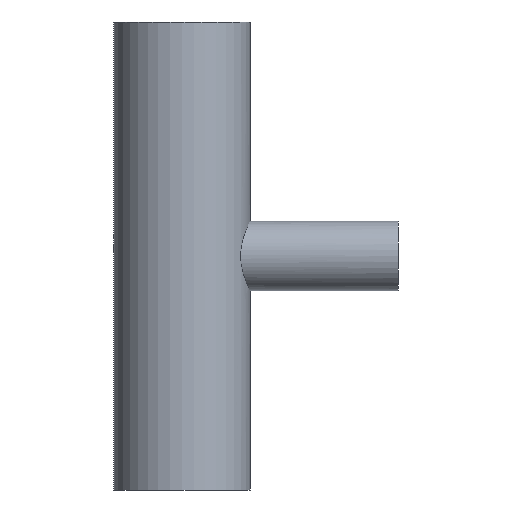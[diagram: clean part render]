
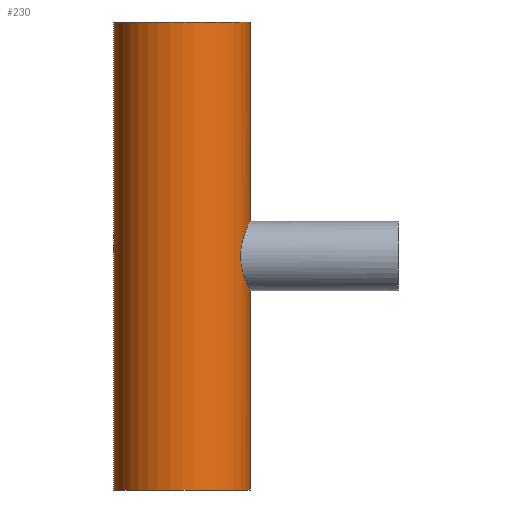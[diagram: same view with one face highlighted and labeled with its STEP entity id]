
A CAD part, front view. The second image highlights one B-rep face of the part: STEP entity #230.
In plain terms, the highlighted cylindrical face has radius 31.5 mm (diameter 63 mm), a partial arc.
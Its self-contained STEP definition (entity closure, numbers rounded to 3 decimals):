
#2 = CARTESIAN_POINT ( 'NONE',  ( 0., 0., 108. ) ) ;
#19 = ORIENTED_EDGE ( 'NONE', *, *, #423, .F. ) ;
#28 = CARTESIAN_POINT ( 'NONE',  ( 29.943, -9.79, 12.666 ) ) ;
#33 = CARTESIAN_POINT ( 'NONE',  ( 31.5, 0., 16. ) ) ;
#37 = CARTESIAN_POINT ( 'NONE',  ( 31.288, -3.686, -15.579 ) ) ;
#38 = B_SPLINE_CURVE_WITH_KNOTS ( 'NONE', 3,
 ( #33, #408, #305, #362, #126, #538, #316, #247, #488, #70, #28, #570, #256, #308, #215, #436, #157, #526, #111, #298, #484, #543, #227, #461, #130, #179, #46, #225, #411, #82, #416, #134, #594, #327, #331, #368, #604, #546, #90, #278, #462, #181, #84, #269, #265, #322, #421, #136, #37, #464, #175, #504 ),
 .UNSPECIFIED., .F., .F.,
 ( 4, 2, 2, 2, 2, 2, 2, 2, 2, 2, 2, 2, 2, 2, 2, 2, 2, 2, 2, 2, 2, 2, 2, 2, 2, 4 ),
 ( 0., 0.003, 0.005, 0.006, 0.01, 0.011, 0.013, 0.014, 0.016, 0.019, 0.021, 0.021, 0.022, 0.025, 0.027, 0.029, 0.03, 0.032, 0.035, 0.037, 0.038, 0.041, 0.045, 0.046, 0.048, 0.051 ),
 .UNSPECIFIED. ) ;
#44 = CARTESIAN_POINT ( 'NONE',  ( 31.5, 0., 108. ) ) ;
#46 = CARTESIAN_POINT ( 'NONE',  ( 27.135, -15.999, 1.082 ) ) ;
#48 = CYLINDRICAL_SURFACE ( 'NONE', #591, 31.5 ) ;
#50 = EDGE_CURVE ( 'NONE', #563, #192, #410, .T. ) ;
#60 = ORIENTED_EDGE ( 'NONE', *, *, #137, .T. ) ;
#70 = CARTESIAN_POINT ( 'NONE',  ( 30.077, -9.372, 12.979 ) ) ;
#72 = CARTESIAN_POINT ( 'NONE',  ( -31.5, 0., -108. ) ) ;
#82 = CARTESIAN_POINT ( 'NONE',  ( 27.212, -15.868, -2.122 ) ) ;
#84 = CARTESIAN_POINT ( 'NONE',  ( 29.951, -9.797, -12.693 ) ) ;
#87 = CARTESIAN_POINT ( 'NONE',  ( 31.5, 0., -108. ) ) ;
#90 = CARTESIAN_POINT ( 'NONE',  ( 28.837, -12.681, -9.77 ) ) ;
#96 = CIRCLE ( 'NONE', #467, 31.5 ) ;
#111 = CARTESIAN_POINT ( 'NONE',  ( 28.043, -14.354, 7.145 ) ) ;
#121 = EDGE_CURVE ( 'NONE', #563, #338, #96, .T. ) ;
#126 = CARTESIAN_POINT ( 'NONE',  ( 31.223, -4.201, 15.448 ) ) ;
#129 = DIRECTION ( 'NONE',  ( 0., 0., 1. ) ) ;
#130 = CARTESIAN_POINT ( 'NONE',  ( 27.348, -15.631, 3.428 ) ) ;
#134 = CARTESIAN_POINT ( 'NONE',  ( 27.378, -15.579, -3.682 ) ) ;
#136 = CARTESIAN_POINT ( 'NONE',  ( 31.222, -4.206, -15.446 ) ) ;
#137 = EDGE_CURVE ( 'NONE', #192, #325, #200, .T. ) ;
#147 = ORIENTED_EDGE ( 'NONE', *, *, #324, .F. ) ;
#157 = CARTESIAN_POINT ( 'NONE',  ( 28.694, -12.999, 9.343 ) ) ;
#175 = CARTESIAN_POINT ( 'NONE',  ( 31.5, -1.063, -16. ) ) ;
#179 = CARTESIAN_POINT ( 'NONE',  ( 27.198, -15.892, 2.132 ) ) ;
#181 = CARTESIAN_POINT ( 'NONE',  ( 29.677, -10.59, -12.037 ) ) ;
#192 = VERTEX_POINT ( 'NONE', #72 ) ;
#194 = DIRECTION ( 'NONE',  ( 0., 0., -1. ) ) ;
#200 = CIRCLE ( 'NONE', #280, 31.5 ) ;
#205 = VERTEX_POINT ( 'NONE', #466 ) ;
#209 = DIRECTION ( 'NONE',  ( 1., 0., 0. ) ) ;
#215 = CARTESIAN_POINT ( 'NONE',  ( 29.113, -12.034, 10.557 ) ) ;
#225 = CARTESIAN_POINT ( 'NONE',  ( 27.134, -16.001, -0.517 ) ) ;
#227 = CARTESIAN_POINT ( 'NONE',  ( 27.456, -15.441, 4.201 ) ) ;
#230 = ADVANCED_FACE ( 'NONE', ( #231 ), #48, .T. ) ;
#231 = FACE_OUTER_BOUND ( 'NONE', #293, .T. ) ;
#238 = DIRECTION ( 'NONE',  ( 0., 0., -1. ) ) ;
#247 = CARTESIAN_POINT ( 'NONE',  ( 30.69, -7.164, 14.345 ) ) ;
#256 = CARTESIAN_POINT ( 'NONE',  ( 29.532, -10.965, 11.663 ) ) ;
#264 = CARTESIAN_POINT ( 'NONE',  ( -31.5, 0., 108. ) ) ;
#265 = CARTESIAN_POINT ( 'NONE',  ( 30.694, -7.148, -14.352 ) ) ;
#269 = CARTESIAN_POINT ( 'NONE',  ( 30.464, -8.064, -13.859 ) ) ;
#272 = CARTESIAN_POINT ( 'NONE',  ( 31.5, 0., 108. ) ) ;
#278 = CARTESIAN_POINT ( 'NONE',  ( 29.117, -12.024, -10.569 ) ) ;
#280 = AXIS2_PLACEMENT_3D ( 'NONE', #588, #129, #209 ) ;
#293 = EDGE_LOOP ( 'NONE', ( #401, #420, #434, #60, #19, #147 ) ) ;
#298 = CARTESIAN_POINT ( 'NONE',  ( 27.724, -14.956, 5.708 ) ) ;
#305 = CARTESIAN_POINT ( 'NONE',  ( 31.445, -2.134, 15.892 ) ) ;
#308 = CARTESIAN_POINT ( 'NONE',  ( 29.253, -11.689, 10.937 ) ) ;
#316 = CARTESIAN_POINT ( 'NONE',  ( 30.981, -5.715, 14.954 ) ) ;
#322 = CARTESIAN_POINT ( 'NONE',  ( 30.983, -5.707, -14.957 ) ) ;
#324 = EDGE_CURVE ( 'NONE', #205, #473, #38, .T. ) ;
#325 = VERTEX_POINT ( 'NONE', #87 ) ;
#327 = CARTESIAN_POINT ( 'NONE',  ( 27.623, -15.14, -5.201 ) ) ;
#331 = CARTESIAN_POINT ( 'NONE',  ( 27.722, -14.959, -5.701 ) ) ;
#338 = VERTEX_POINT ( 'NONE', #272 ) ;
#339 = EDGE_CURVE ( 'NONE', #338, #205, #590, .T. ) ;
#340 = CARTESIAN_POINT ( 'NONE',  ( 31.5, 0., -16. ) ) ;
#362 = CARTESIAN_POINT ( 'NONE',  ( 31.288, -3.688, 15.578 ) ) ;
#366 = DIRECTION ( 'NONE',  ( 0., 0., -1. ) ) ;
#368 = CARTESIAN_POINT ( 'NONE',  ( 28.045, -14.35, -7.153 ) ) ;
#380 = VECTOR ( 'NONE', #366, 1000. ) ;
#401 = ORIENTED_EDGE ( 'NONE', *, *, #339, .F. ) ;
#408 = CARTESIAN_POINT ( 'NONE',  ( 31.5, -1.077, 16. ) ) ;
#410 = LINE ( 'NONE', #264, #566 ) ;
#411 = CARTESIAN_POINT ( 'NONE',  ( 27.149, -15.974, -1.057 ) ) ;
#416 = CARTESIAN_POINT ( 'NONE',  ( 27.258, -15.788, -2.647 ) ) ;
#420 = ORIENTED_EDGE ( 'NONE', *, *, #121, .F. ) ;
#421 = CARTESIAN_POINT ( 'NONE',  ( 31.069, -5.215, -15.135 ) ) ;
#423 = EDGE_CURVE ( 'NONE', #473, #325, #472, .T. ) ;
#434 = ORIENTED_EDGE ( 'NONE', *, *, #50, .T. ) ;
#436 = CARTESIAN_POINT ( 'NONE',  ( 28.834, -12.688, 9.761 ) ) ;
#446 = DIRECTION ( 'NONE',  ( 0., 0., 1. ) ) ;
#454 = DIRECTION ( 'NONE',  ( 1., 0., 0. ) ) ;
#457 = DIRECTION ( 'NONE',  ( 0., 0., -1. ) ) ;
#461 = CARTESIAN_POINT ( 'NONE',  ( 27.382, -15.572, 3.686 ) ) ;
#462 = CARTESIAN_POINT ( 'NONE',  ( 29.258, -11.678, -10.949 ) ) ;
#464 = CARTESIAN_POINT ( 'NONE',  ( 31.446, -2.118, -15.895 ) ) ;
#466 = CARTESIAN_POINT ( 'NONE',  ( 31.5, 0., 16. ) ) ;
#467 = AXIS2_PLACEMENT_3D ( 'NONE', #500, #446, #454 ) ;
#472 = LINE ( 'NONE', #554, #602 ) ;
#473 = VERTEX_POINT ( 'NONE', #340 ) ;
#484 = CARTESIAN_POINT ( 'NONE',  ( 27.626, -15.135, 5.216 ) ) ;
#488 = CARTESIAN_POINT ( 'NONE',  ( 30.46, -8.077, 13.851 ) ) ;
#500 = CARTESIAN_POINT ( 'NONE',  ( 0., 0., 108. ) ) ;
#504 = CARTESIAN_POINT ( 'NONE',  ( 31.5, 0., -16. ) ) ;
#517 = DIRECTION ( 'NONE',  ( -1., 0., 0. ) ) ;
#526 = CARTESIAN_POINT ( 'NONE',  ( 28.292, -13.865, 8.053 ) ) ;
#535 = CARTESIAN_POINT ( 'NONE',  ( -31.5, 0., 108. ) ) ;
#538 = CARTESIAN_POINT ( 'NONE',  ( 31.069, -5.216, 15.135 ) ) ;
#543 = CARTESIAN_POINT ( 'NONE',  ( 27.497, -15.369, 4.458 ) ) ;
#546 = CARTESIAN_POINT ( 'NONE',  ( 28.698, -12.992, -9.352 ) ) ;
#554 = CARTESIAN_POINT ( 'NONE',  ( 31.5, 0., 108. ) ) ;
#563 = VERTEX_POINT ( 'NONE', #535 ) ;
#566 = VECTOR ( 'NONE', #457, 1000. ) ;
#570 = CARTESIAN_POINT ( 'NONE',  ( 29.671, -10.585, 12.009 ) ) ;
#588 = CARTESIAN_POINT ( 'NONE',  ( 0., 0., -108. ) ) ;
#590 = LINE ( 'NONE', #44, #380 ) ;
#591 = AXIS2_PLACEMENT_3D ( 'NONE', #2, #194, #517 ) ;
#594 = CARTESIAN_POINT ( 'NONE',  ( 27.452, -15.45, -4.193 ) ) ;
#602 = VECTOR ( 'NONE', #238, 1000. ) ;
#604 = CARTESIAN_POINT ( 'NONE',  ( 28.295, -13.858, -8.064 ) ) ;
